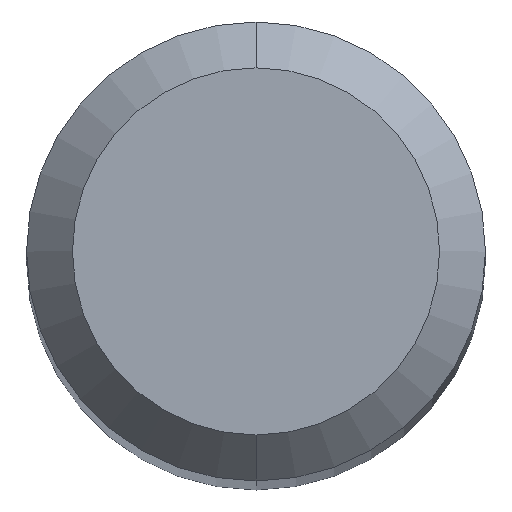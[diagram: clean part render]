
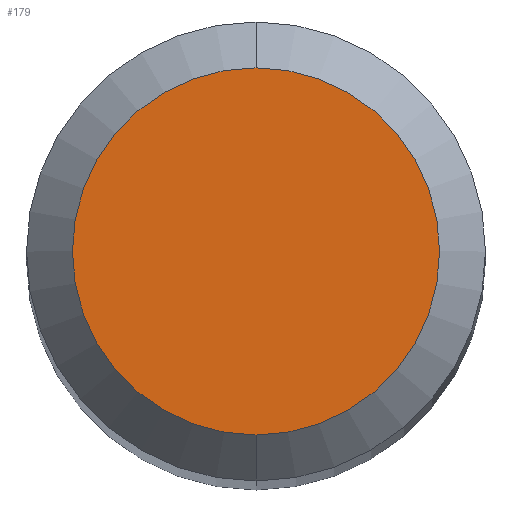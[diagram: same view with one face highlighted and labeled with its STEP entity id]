
A CAD part, top view. The second image highlights one B-rep face of the part: STEP entity #179.
In plain terms, the highlighted planar face has unit normal (0, 0, 1).
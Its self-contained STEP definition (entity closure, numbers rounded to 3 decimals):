
#179=ADVANCED_FACE('',(#487),#488,.T.);
#297=EDGE_CURVE('',#385,#443,#615,.T.);
#313=EDGE_CURVE('',#443,#385,#634,.T.);
#385=VERTEX_POINT('',#716);
#443=VERTEX_POINT('',#777);
#487=FACE_OUTER_BOUND('',#816,.T.);
#488=PLANE('',#817);
#615=CIRCLE('',#1034,1.2);
#634=CIRCLE('',#1058,1.2);
#716=CARTESIAN_POINT('',(0.0,1.2,0.0));
#777=CARTESIAN_POINT('',(0.,-1.2,0.0));
#816=EDGE_LOOP('',(#1453,#1454));
#817=AXIS2_PLACEMENT_3D('',#1455,#1456,#1457);
#1034=AXIS2_PLACEMENT_3D('',#1572,#1573,#1574);
#1058=AXIS2_PLACEMENT_3D('',#1600,#1601,#1602);
#1453=ORIENTED_EDGE('',*,*,#297,.F.);
#1454=ORIENTED_EDGE('',*,*,#313,.F.);
#1455=CARTESIAN_POINT('',(0.0,0.6,0.0));
#1456=DIRECTION('',(-0.0,0.0,1.0));
#1457=DIRECTION('',(0.0,-1.0,0.0));
#1572=CARTESIAN_POINT('',(0.0,0.0,0.0));
#1573=DIRECTION('',(0.0,0.0,-1.0));
#1574=DIRECTION('',(0.0,1.0,0.0));
#1600=CARTESIAN_POINT('',(0.0,0.0,0.0));
#1601=DIRECTION('',(0.0,0.0,-1.0));
#1602=DIRECTION('',(0.0,1.0,0.0));
